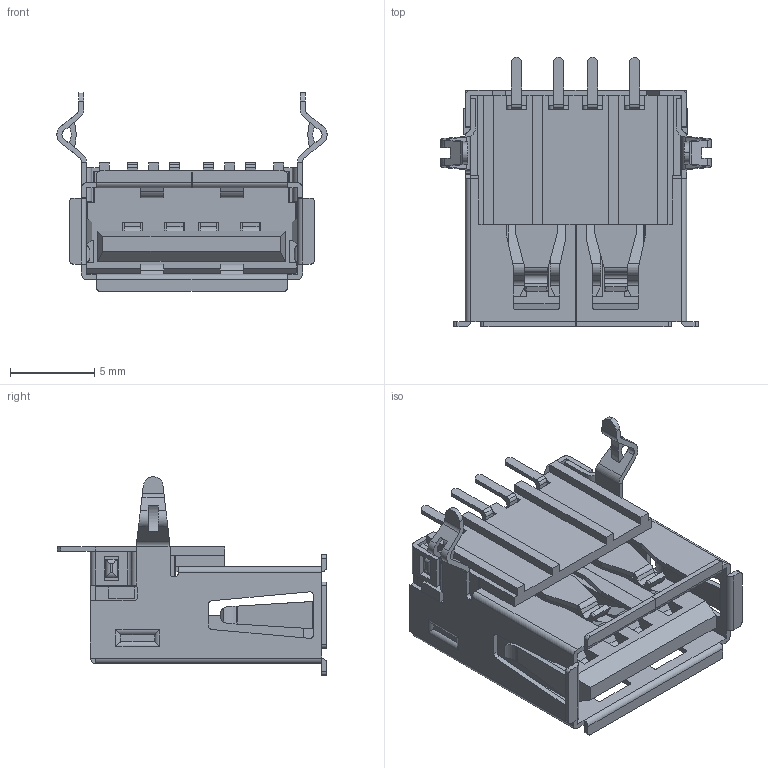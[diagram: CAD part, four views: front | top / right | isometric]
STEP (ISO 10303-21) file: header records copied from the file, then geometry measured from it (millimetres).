
FILE_DESCRIPTION (( 'STEP AP214' ), '1' );
FILE_NAME ('USB Port.STEP', '2026-01-08T07:44:19', ( '' ), ( '' ), 'SwSTEP 2.0', 'SolidWorks 2023', '' );
FILE_SCHEMA (( 'AUTOMOTIVE_DESIGN' ));
Length unit declared in the file: millimetre
Products named in the file (4): eBom-prt10_기본; eBom-prt9_기본; USB Port; eBom-prt8_기본
Assembly tree (6 placements, depth 2):
  USB Port
    eBom-prt8_기본  x4
    eBom-prt9_기본
    eBom-prt10_기본
Bounding box: 16 x 15.96 x 11.75 mm (x, y, z)
Volume: 559.8 mm3; surface area: 2153.1 mm2
Topology: 6 solids, 6 shells, 783 faces, 2222 edges, 1440 vertices
Faces by surface type: plane 490, cylinder 293
Entity records: 20558 total; most frequent: CARTESIAN_POINT 3967, ORIENTED_EDGE 3592, DIRECTION 3310, EDGE_CURVE 1796, LINE 1358, VECTOR 1358, VERTEX_POINT 1164, AXIS2_PLACEMENT_3D 976
